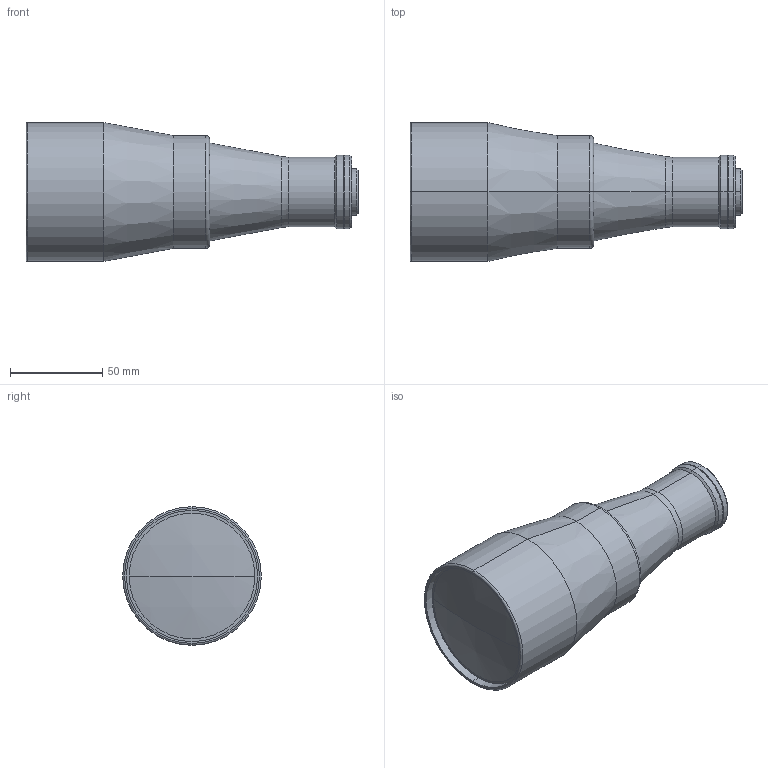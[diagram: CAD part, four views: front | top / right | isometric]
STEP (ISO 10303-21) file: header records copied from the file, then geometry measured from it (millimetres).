
FILE_DESCRIPTION (( 'STEP AP214' ), '1' );
FILE_NAME ('TC UV 1248.STEP', '2013-04-04T16:41:54', ( 'Work' ), ( '' ), 'SwSTEP 2.0', 'SolidWorks 2012', '' );
FILE_SCHEMA (( 'AUTOMOTIVE_DESIGN' ));
Length unit declared in the file: millimetre
Products named in the file (1): TC UV 1248
Bounding box: 179.63 x 75 x 75 mm (x, y, z)
Surface area: 47313.6 mm2 (no closed solid volume)
Topology: 0 solids, 8 shells, 67 faces, 176 edges, 122 vertices
Faces by surface type: cylinder 26, plane 19, cone 12, torus 6, sphere 4
Entity records: 2899 total; most frequent: DIRECTION 428, CARTESIAN_POINT 378, ORIENTED_EDGE 300, AXIS2_PLACEMENT_3D 188, EDGE_CURVE 176, VERTEX_POINT 122, CIRCLE 120, EDGE_LOOP 87
